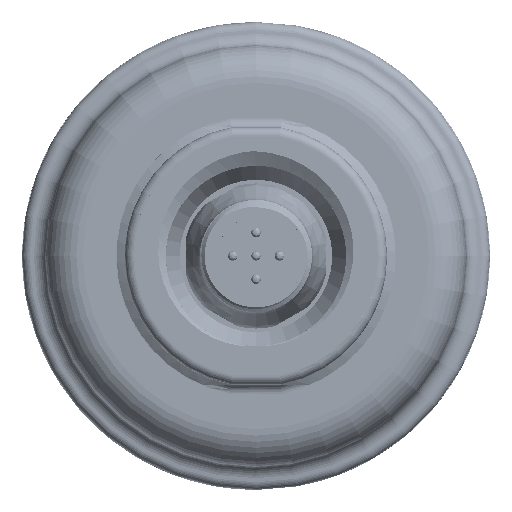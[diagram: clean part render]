
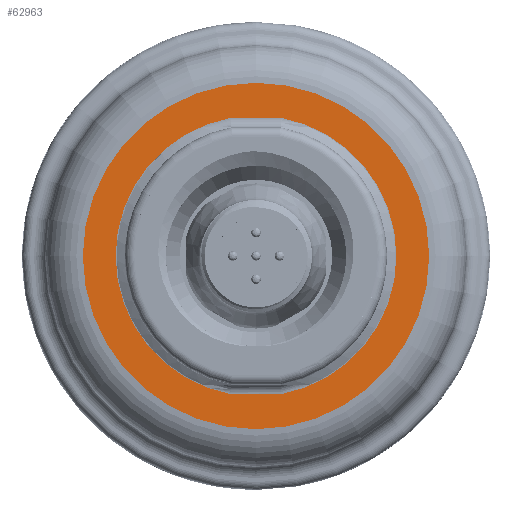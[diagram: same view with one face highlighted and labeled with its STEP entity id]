
A CAD part, front view. The second image highlights one B-rep face of the part: STEP entity #62963.
In plain terms, the highlighted planar face has unit normal (0, -1, 0).
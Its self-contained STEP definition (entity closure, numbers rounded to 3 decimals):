
#38736=CARTESIAN_POINT('',(0.,-3.,0.));
#38737=DIRECTION('',(0.,-1.,0.));
#38738=DIRECTION('',(-0.182,0.,0.983));
#38739=AXIS2_PLACEMENT_3D('',#38736,#38737,#38738);
#38741=DIRECTION('',(1.,0.,0.));
#38742=VECTOR('',#38741,5.454);
#38743=CARTESIAN_POINT('',(-2.727,-3.,-14.75));
#38744=LINE('',#38743,#38742);
#38745=CARTESIAN_POINT('',(0.,-3.,0.));
#38746=DIRECTION('',(0.,-1.,0.));
#38747=DIRECTION('',(0.182,0.,-0.983));
#38748=AXIS2_PLACEMENT_3D('',#38745,#38746,#38747);
#38750=DIRECTION('',(-1.,0.,0.));
#38751=VECTOR('',#38750,5.454);
#38752=CARTESIAN_POINT('',(2.727,-3.,14.75));
#38753=LINE('',#38752,#38751);
#38754=CARTESIAN_POINT('',(0.,-3.,0.));
#38755=DIRECTION('',(0.,-1.,0.));
#38756=DIRECTION('',(0.,0.,-1.));
#38757=AXIS2_PLACEMENT_3D('',#38754,#38755,#38756);
#38759=CARTESIAN_POINT('',(0.,-3.,0.));
#38760=DIRECTION('',(0.,-1.,0.));
#38761=DIRECTION('',(0.,0.,1.));
#38762=AXIS2_PLACEMENT_3D('',#38759,#38760,#38761);
#41936=CARTESIAN_POINT('',(-2.727,-3.,14.75));
#41937=CARTESIAN_POINT('',(-2.727,-3.,-14.75));
#41938=VERTEX_POINT('',#41936);
#41939=VERTEX_POINT('',#41937);
#41944=CARTESIAN_POINT('',(2.727,-3.,-14.75));
#41945=CARTESIAN_POINT('',(2.727,-3.,14.75));
#41946=VERTEX_POINT('',#41944);
#41947=VERTEX_POINT('',#41945);
#42304=CARTESIAN_POINT('',(0.,-3.,-18.5));
#42305=CARTESIAN_POINT('',(0.,-3.,18.5));
#42306=VERTEX_POINT('',#42304);
#42307=VERTEX_POINT('',#42305);
#62944=CARTESIAN_POINT('',(0.,-3.,0.));
#62945=DIRECTION('',(0.,-1.,0.));
#62946=DIRECTION('',(0.,0.,1.));
#62947=AXIS2_PLACEMENT_3D('',#62944,#62945,#62946);
#62948=PLANE('',#62947);
#62950=ORIENTED_EDGE('',*,*,#62949,.F.);
#62952=ORIENTED_EDGE('',*,*,#62951,.F.);
#62953=EDGE_LOOP('',(#62950,#62952));
#62954=FACE_OUTER_BOUND('',#62953,.F.);
#62956=ORIENTED_EDGE('',*,*,#62955,.T.);
#62957=ORIENTED_EDGE('',*,*,#62922,.T.);
#62958=ORIENTED_EDGE('',*,*,#62935,.T.);
#62960=ORIENTED_EDGE('',*,*,#62959,.T.);
#62961=EDGE_LOOP('',(#62956,#62957,#62958,#62960));
#62962=FACE_BOUND('',#62961,.F.);
#62963=ADVANCED_FACE('',(#62954,#62962),#62948,.T.);
#38740=CIRCLE('',#38739,15.);
#38749=CIRCLE('',#38748,15.);
#38758=CIRCLE('',#38757,18.5);
#38763=CIRCLE('',#38762,18.5);
#62922=EDGE_CURVE('',#41939,#41946,#38744,.T.);
#62935=EDGE_CURVE('',#41946,#41947,#38749,.T.);
#62949=EDGE_CURVE('',#42306,#42307,#38758,.T.);
#62951=EDGE_CURVE('',#42307,#42306,#38763,.T.);
#62955=EDGE_CURVE('',#41938,#41939,#38740,.T.);
#62959=EDGE_CURVE('',#41947,#41938,#38753,.T.);
